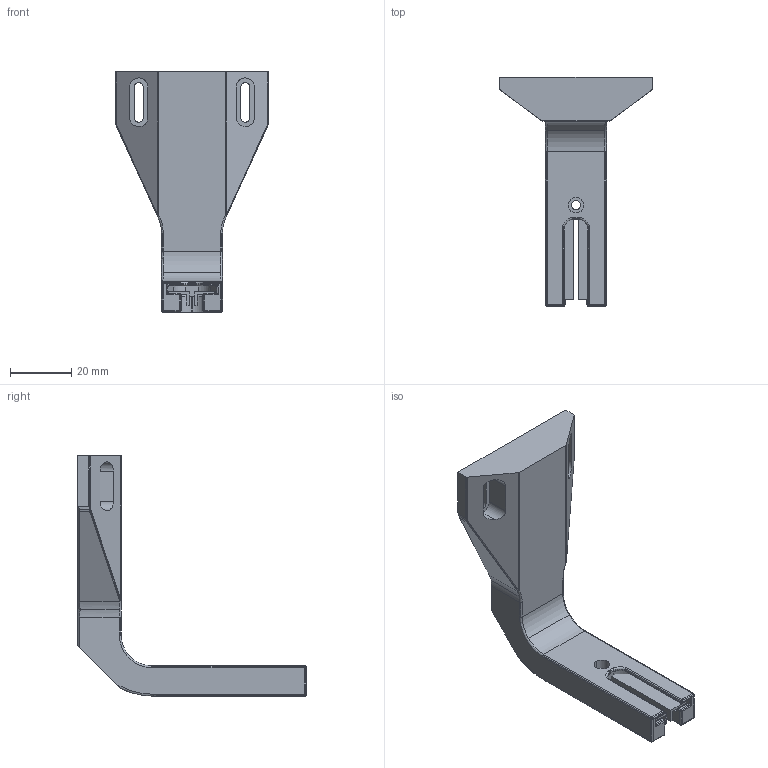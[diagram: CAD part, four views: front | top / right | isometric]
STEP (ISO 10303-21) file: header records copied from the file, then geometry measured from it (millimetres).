
FILE_DESCRIPTION(('STEP AP214'),'1');
FILE_NAME('VoronGantryMount_MrSnuffleupagus.stp','2022-06-27T23:23:14',(' '),(' '),'Spatial InterOp 3D',' ',' ');
FILE_SCHEMA(('automotive_design'));
Length unit declared in the file: inch
Products named in the file (3): 1; 2; 3
Bounding box: 50 x 74.94 x 78.8 mm (x, y, z)
Volume: 38801.7 mm3; surface area: 13238.1 mm2
Topology: 3 solids, 3 shells, 257 faces, 658 edges, 401 vertices
Faces by surface type: cylinder 133, plane 71, sphere 23, bspline 16, torus 10, cone 4
Entity records: 12103 total; most frequent: CARTESIAN_POINT 3871, ORIENTED_EDGE 1298, DIRECTION 1276, EDGE_CURVE 649, AXIS2_PLACEMENT_3D 485, VERTEX_POINT 401, LINE 306, VECTOR 306
